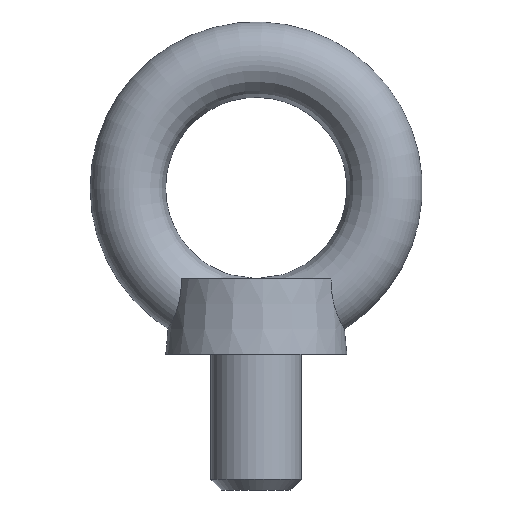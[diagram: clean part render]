
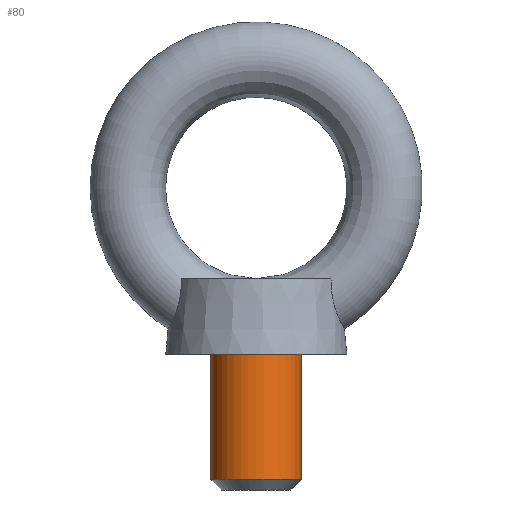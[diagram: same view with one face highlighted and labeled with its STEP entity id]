
A CAD part, front view. The second image highlights one B-rep face of the part: STEP entity #80.
In plain terms, the highlighted cylindrical face has radius 15 mm (diameter 30 mm), a full revolution.
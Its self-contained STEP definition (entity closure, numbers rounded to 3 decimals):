
#80 = ADVANCED_FACE( '', ( #98, #99 ), #100, .T. );
#98 = FACE_OUTER_BOUND( '', #119, .T. );
#99 = FACE_OUTER_BOUND( '', #120, .T. );
#100 = CYLINDRICAL_SURFACE( '', #121, 15. );
#119 = EDGE_LOOP( '', ( #159 ) );
#120 = EDGE_LOOP( '', ( #160 ) );
#121 = AXIS2_PLACEMENT_3D( '', #161, #162, #163 );
#159 = ORIENTED_EDGE( '', *, *, #181, .T. );
#160 = ORIENTED_EDGE( '', *, *, #185, .T. );
#161 = CARTESIAN_POINT( '', ( 0., 0., -100. ) );
#162 = DIRECTION( '', ( 0., 0., -1. ) );
#163 = DIRECTION( '', ( 1., 0., 0. ) );
#181 = EDGE_CURVE( '', #199, #199, #200, .T. );
#185 = EDGE_CURVE( '', #205, #205, #206, .T. );
#199 = VERTEX_POINT( '', #404 );
#200 = CIRCLE( '', #405, 15. );
#205 = VERTEX_POINT( '', #410 );
#206 = CIRCLE( '', #411, 15. );
#404 = CARTESIAN_POINT( '', ( 15., 0., -96.5 ) );
#405 = AXIS2_PLACEMENT_3D( '', #415, #416, #417 );
#410 = CARTESIAN_POINT( '', ( -15., 0., -55. ) );
#411 = AXIS2_PLACEMENT_3D( '', #427, #428, #429 );
#415 = CARTESIAN_POINT( '', ( 0., 0., -96.5 ) );
#416 = DIRECTION( '', ( 0., 0., 1. ) );
#417 = DIRECTION( '', ( 1., 0., 0. ) );
#427 = CARTESIAN_POINT( '', ( 0., 0., -55. ) );
#428 = DIRECTION( '', ( 0., 0., -1. ) );
#429 = DIRECTION( '', ( -1., 0., 0. ) );
